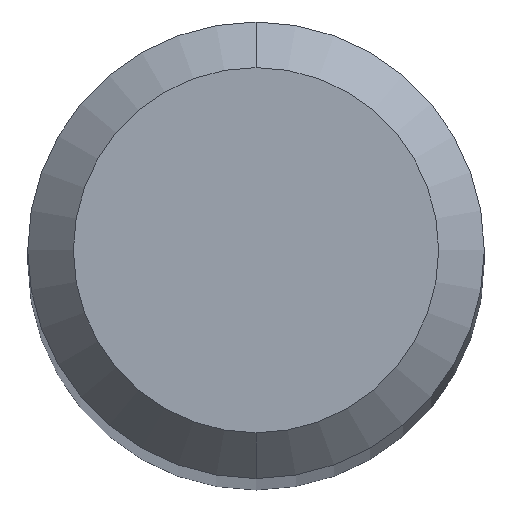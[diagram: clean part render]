
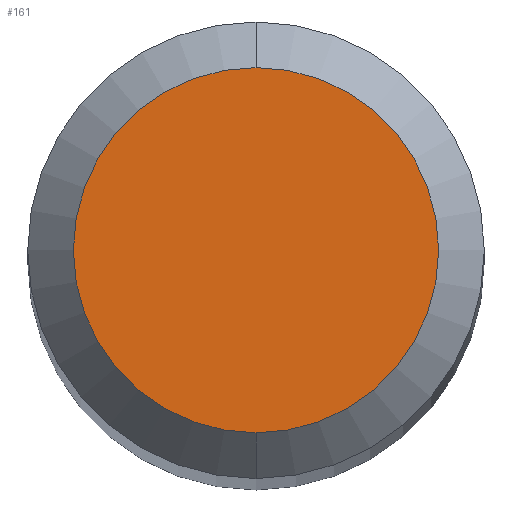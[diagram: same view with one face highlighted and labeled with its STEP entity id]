
A CAD part, top view. The second image highlights one B-rep face of the part: STEP entity #161.
In plain terms, the highlighted planar face has unit normal (0, 0, 1).
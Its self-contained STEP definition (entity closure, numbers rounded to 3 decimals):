
#101=EDGE_CURVE('',#153,#211,#252,.T.);
#153=VERTEX_POINT('',#310);
#161=ADVANCED_FACE('',(#320),#321,.T.);
#165=EDGE_CURVE('',#211,#153,#325,.T.);
#211=VERTEX_POINT('',#377);
#252=CIRCLE('',#415,1.2);
#310=CARTESIAN_POINT('',(0.,-1.2,0.0));
#320=FACE_OUTER_BOUND('',#498,.T.);
#321=PLANE('',#499);
#325=CIRCLE('',#505,1.2);
#377=CARTESIAN_POINT('',(0.0,1.2,0.0));
#415=AXIS2_PLACEMENT_3D('',#602,#603,#604);
#498=EDGE_LOOP('',(#690,#691));
#499=AXIS2_PLACEMENT_3D('',#692,#693,#694);
#505=AXIS2_PLACEMENT_3D('',#698,#699,#700);
#602=CARTESIAN_POINT('',(0.0,0.0,0.0));
#603=DIRECTION('',(0.0,0.0,-1.0));
#604=DIRECTION('',(0.0,1.0,0.0));
#690=ORIENTED_EDGE('',*,*,#165,.F.);
#691=ORIENTED_EDGE('',*,*,#101,.F.);
#692=CARTESIAN_POINT('',(0.0,0.6,0.0));
#693=DIRECTION('',(-0.0,0.0,1.0));
#694=DIRECTION('',(0.0,-1.0,0.0));
#698=CARTESIAN_POINT('',(0.0,0.0,0.0));
#699=DIRECTION('',(0.0,0.0,-1.0));
#700=DIRECTION('',(0.0,1.0,0.0));
